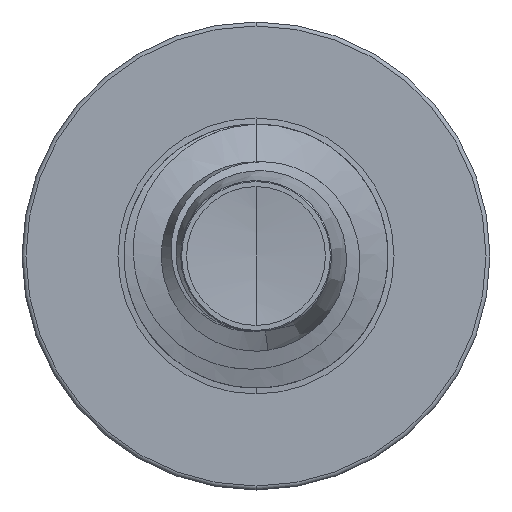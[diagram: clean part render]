
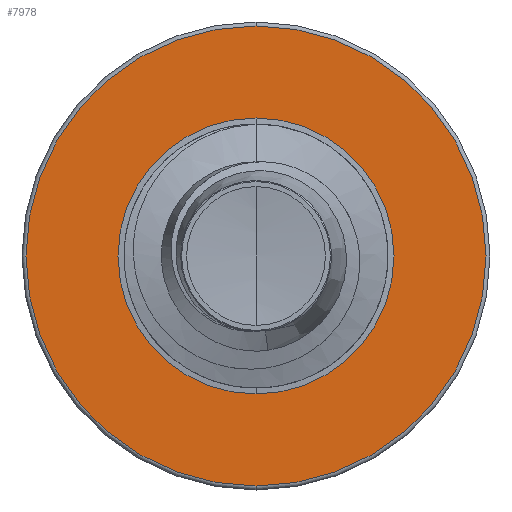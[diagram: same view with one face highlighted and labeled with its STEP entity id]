
A CAD part, front view. The second image highlights one B-rep face of the part: STEP entity #7978.
In plain terms, the highlighted planar face has unit normal (0, -1, 0).
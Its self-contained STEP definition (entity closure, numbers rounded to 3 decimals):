
#37 = DIRECTION ( 'NONE',  ( 0., 0., 1. ) ) ;
#55 = DIRECTION ( 'NONE',  ( 0., 1., 0. ) ) ;
#74 = CARTESIAN_POINT ( 'NONE',  ( 0., 3., 1.15 ) ) ;
#77 = CARTESIAN_POINT ( 'NONE',  ( 0., 3., 0. ) ) ;
#92 = AXIS2_PLACEMENT_3D ( 'NONE', #374, #369, #335 ) ;
#150 = AXIS2_PLACEMENT_3D ( 'NONE', #3601, #3587, #3583 ) ;
#335 = DIRECTION ( 'NONE',  ( 0., 0., 1. ) ) ;
#369 = DIRECTION ( 'NONE',  ( 0., 1., 0. ) ) ;
#374 = CARTESIAN_POINT ( 'NONE',  ( 0., 3., 0. ) ) ;
#692 = AXIS2_PLACEMENT_3D ( 'NONE', #4397, #4332, #4324 ) ;
#719 = FACE_BOUND ( 'NONE', #6191, .T. ) ;
#855 = CIRCLE ( 'NONE', #92, 1.15 ) ;
#1006 = ORIENTED_EDGE ( 'NONE', *, *, #8871, .T. ) ;
#1963 = AXIS2_PLACEMENT_3D ( 'NONE', #77, #55, #37 ) ;
#1964 = AXIS2_PLACEMENT_3D ( 'NONE', #3133, #3119, #3109 ) ;
#2675 = EDGE_LOOP ( 'NONE', ( #7351, #5566 ) ) ;
#3109 = DIRECTION ( 'NONE',  ( 0., 0., 1. ) ) ;
#3119 = DIRECTION ( 'NONE',  ( 0., 1., 0. ) ) ;
#3133 = CARTESIAN_POINT ( 'NONE',  ( 0., 3., 0. ) ) ;
#3333 = CIRCLE ( 'NONE', #1963, 1.15 ) ;
#3583 = DIRECTION ( 'NONE',  ( 0., 0., 1. ) ) ;
#3587 = DIRECTION ( 'NONE',  ( 0., 1., 0. ) ) ;
#3601 = CARTESIAN_POINT ( 'NONE',  ( 0., 3., 0. ) ) ;
#3868 = CARTESIAN_POINT ( 'NONE',  ( 0., 3., -1.917 ) ) ;
#3884 = CIRCLE ( 'NONE', #150, 1.917 ) ;
#4324 = DIRECTION ( 'NONE',  ( 0., 0., 1. ) ) ;
#4332 = DIRECTION ( 'NONE',  ( 0., 1., 0. ) ) ;
#4342 = CARTESIAN_POINT ( 'NONE',  ( 0., 3., -1.15 ) ) ;
#4397 = CARTESIAN_POINT ( 'NONE',  ( 0., 3., -1.15 ) ) ;
#4448 = PLANE ( 'NONE',  #692 ) ;
#5566 = ORIENTED_EDGE ( 'NONE', *, *, #7687, .F. ) ;
#6049 = VERTEX_POINT ( 'NONE', #74 ) ;
#6191 = EDGE_LOOP ( 'NONE', ( #1006, #9530 ) ) ;
#7085 = CARTESIAN_POINT ( 'NONE',  ( 0., 3., 1.917 ) ) ;
#7115 = VERTEX_POINT ( 'NONE', #7085 ) ;
#7351 = ORIENTED_EDGE ( 'NONE', *, *, #8825, .F. ) ;
#7687 = EDGE_CURVE ( 'NONE', #8155, #7115, #9891, .T. ) ;
#7978 = ADVANCED_FACE ( 'NONE', ( #9383, #719 ), #4448, .F. ) ;
#8155 = VERTEX_POINT ( 'NONE', #3868 ) ;
#8446 = EDGE_CURVE ( 'NONE', #8822, #6049, #3333, .T. ) ;
#8822 = VERTEX_POINT ( 'NONE', #4342 ) ;
#8825 = EDGE_CURVE ( 'NONE', #7115, #8155, #3884, .T. ) ;
#8871 = EDGE_CURVE ( 'NONE', #6049, #8822, #855, .T. ) ;
#9383 = FACE_OUTER_BOUND ( 'NONE', #2675, .T. ) ;
#9530 = ORIENTED_EDGE ( 'NONE', *, *, #8446, .T. ) ;
#9891 = CIRCLE ( 'NONE', #1964, 1.917 ) ;
